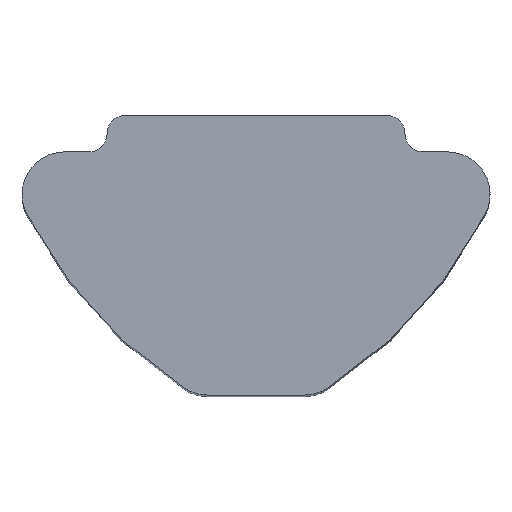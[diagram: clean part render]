
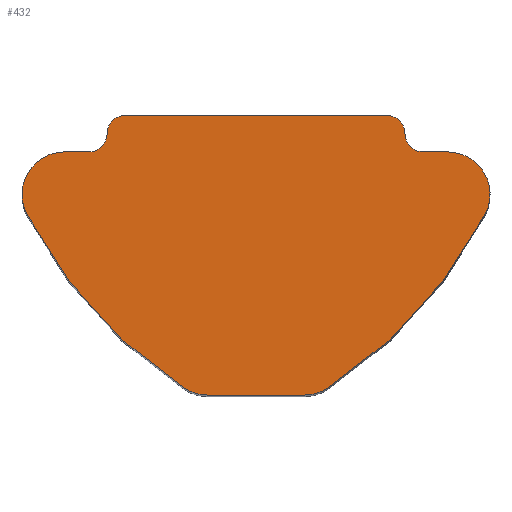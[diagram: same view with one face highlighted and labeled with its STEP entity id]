
A CAD part, top view. The second image highlights one B-rep face of the part: STEP entity #432.
In plain terms, the highlighted planar face has unit normal (0, 0, 1).
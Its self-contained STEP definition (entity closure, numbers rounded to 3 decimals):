
#1 = CARTESIAN_POINT ( 'NONE',  ( 2.45, -0.3, 15. ) ) ;
#11 = VERTEX_POINT ( 'NONE', #527 ) ;
#12 = CIRCLE ( 'NONE', #466, 7.5 ) ;
#13 = ORIENTED_EDGE ( 'NONE', *, *, #80, .T. ) ;
#25 = ORIENTED_EDGE ( 'NONE', *, *, #482, .T. ) ;
#26 = VECTOR ( 'NONE', #417, 1000. ) ;
#28 = EDGE_CURVE ( 'NONE', #189, #582, #338, .T. ) ;
#32 = CARTESIAN_POINT ( 'NONE',  ( -2.899, 1.807, 15. ) ) ;
#38 = ORIENTED_EDGE ( 'NONE', *, *, #427, .T. ) ;
#47 = EDGE_CURVE ( 'NONE', #332, #458, #317, .T. ) ;
#54 = VERTEX_POINT ( 'NONE', #129 ) ;
#60 = EDGE_CURVE ( 'NONE', #54, #580, #474, .T. ) ;
#64 = VERTEX_POINT ( 'NONE', #574 ) ;
#70 = CARTESIAN_POINT ( 'NONE',  ( 2.75, -0.6, 15. ) ) ;
#77 = ORIENTED_EDGE ( 'NONE', *, *, #515, .T. ) ;
#80 = EDGE_CURVE ( 'NONE', #64, #446, #282, .T. ) ;
#81 = DIRECTION ( 'NONE',  ( -1., 0., 0. ) ) ;
#99 = CARTESIAN_POINT ( 'NONE',  ( -0.799, -4.6, 15. ) ) ;
#102 = DIRECTION ( 'NONE',  ( 0., 0., 1. ) ) ;
#106 = DIRECTION ( 'NONE',  ( 0., 0., -1. ) ) ;
#107 = ORIENTED_EDGE ( 'NONE', *, *, #112, .T. ) ;
#110 = DIRECTION ( 'NONE',  ( 0., 0., 1. ) ) ;
#112 = EDGE_CURVE ( 'NONE', #458, #11, #264, .T. ) ;
#119 = CARTESIAN_POINT ( 'NONE',  ( 2.15, -0.3, 15. ) ) ;
#125 = CIRCLE ( 'NONE', #438, 0.7 ) ;
#129 = CARTESIAN_POINT ( 'NONE',  ( 3.15, -0.6, 15. ) ) ;
#130 = CIRCLE ( 'NONE', #490, 0.3 ) ;
#136 = CARTESIAN_POINT ( 'NONE',  ( -2.75, -0.3, 15. ) ) ;
#141 = CARTESIAN_POINT ( 'NONE',  ( 0.799, -4.6, 15. ) ) ;
#147 = CARTESIAN_POINT ( 'NONE',  ( 3.15, -1.3, 15. ) ) ;
#150 = CARTESIAN_POINT ( 'NONE',  ( 2.15, 0., 15. ) ) ;
#157 = CARTESIAN_POINT ( 'NONE',  ( -3.15, -1.3, 15. ) ) ;
#160 = CARTESIAN_POINT ( 'NONE',  ( 2.75, -0.3, 15. ) ) ;
#161 = VERTEX_POINT ( 'NONE', #321 ) ;
#165 = DIRECTION ( 'NONE',  ( -1., 0., 0. ) ) ;
#170 = CIRCLE ( 'NONE', #370, 0.3 ) ;
#174 = CARTESIAN_POINT ( 'NONE',  ( 2.45, -0.6, 15. ) ) ;
#177 = CARTESIAN_POINT ( 'NONE',  ( -3.15, -1.3, 15. ) ) ;
#179 = DIRECTION ( 'NONE',  ( -1., 0., 0. ) ) ;
#185 = VECTOR ( 'NONE', #508, 1000. ) ;
#188 = AXIS2_PLACEMENT_3D ( 'NONE', #385, #110, #425 ) ;
#189 = VERTEX_POINT ( 'NONE', #232 ) ;
#190 = DIRECTION ( 'NONE',  ( -1., 0., 0. ) ) ;
#197 = CARTESIAN_POINT ( 'NONE',  ( -2.45, -0.6, 15. ) ) ;
#199 = CARTESIAN_POINT ( 'NONE',  ( 1., -4.6, 15. ) ) ;
#203 = DIRECTION ( 'NONE',  ( 1., 0., 0. ) ) ;
#205 = DIRECTION ( 'NONE',  ( -1., 0., 0. ) ) ;
#219 = AXIS2_PLACEMENT_3D ( 'NONE', #241, #106, #424 ) ;
#220 = ORIENTED_EDGE ( 'NONE', *, *, #449, .T. ) ;
#221 = CARTESIAN_POINT ( 'NONE',  ( -2.15, -0.3, 15. ) ) ;
#225 = DIRECTION ( 'NONE',  ( 1., 0., 0. ) ) ;
#232 = CARTESIAN_POINT ( 'NONE',  ( 1.179, -4.487, 15. ) ) ;
#239 = VERTEX_POINT ( 'NONE', #141 ) ;
#240 = CARTESIAN_POINT ( 'NONE',  ( -0.799, -3.9, 15. ) ) ;
#241 = CARTESIAN_POINT ( 'NONE',  ( 3.15, -1.3, 15. ) ) ;
#243 = FACE_OUTER_BOUND ( 'NONE', #364, .T. ) ;
#248 = AXIS2_PLACEMENT_3D ( 'NONE', #157, #467, #203 ) ;
#255 = ORIENTED_EDGE ( 'NONE', *, *, #308, .T. ) ;
#259 = ORIENTED_EDGE ( 'NONE', *, *, #367, .T. ) ;
#262 = AXIS2_PLACEMENT_3D ( 'NONE', #221, #533, #266 ) ;
#264 = CIRCLE ( 'NONE', #504, 0.3 ) ;
#266 = DIRECTION ( 'NONE',  ( -1., 0., 0. ) ) ;
#280 = CIRCLE ( 'NONE', #248, 0.7 ) ;
#282 = CIRCLE ( 'NONE', #439, 0.7 ) ;
#289 = DIRECTION ( 'NONE',  ( -1., 0., 0. ) ) ;
#295 = VECTOR ( 'NONE', #559, 1000. ) ;
#298 = AXIS2_PLACEMENT_3D ( 'NONE', #32, #355, #81 ) ;
#299 = ORIENTED_EDGE ( 'NONE', *, *, #572, .T. ) ;
#308 = EDGE_CURVE ( 'NONE', #420, #332, #395, .T. ) ;
#309 = LINE ( 'NONE', #199, #295 ) ;
#310 = VERTEX_POINT ( 'NONE', #1 ) ;
#314 = VERTEX_POINT ( 'NONE', #99 ) ;
#317 = CIRCLE ( 'NONE', #262, 0.3 ) ;
#321 = CARTESIAN_POINT ( 'NONE',  ( -3.773, -1.62, 15. ) ) ;
#329 = ORIENTED_EDGE ( 'NONE', *, *, #451, .T. ) ;
#332 = VERTEX_POINT ( 'NONE', #454 ) ;
#333 = CARTESIAN_POINT ( 'NONE',  ( -2.45, -0.3, 15. ) ) ;
#337 = EDGE_CURVE ( 'NONE', #582, #54, #495, .T. ) ;
#338 = CIRCLE ( 'NONE', #298, 7.5 ) ;
#344 = CARTESIAN_POINT ( 'NONE',  ( 3.773, -1.62, 15. ) ) ;
#355 = DIRECTION ( 'NONE',  ( 0., 0., 1. ) ) ;
#364 = EDGE_LOOP ( 'NONE', ( #259, #381, #220, #329, #517, #390, #567, #77, #299, #255, #570, #107, #38, #13, #25 ) ) ;
#367 = EDGE_CURVE ( 'NONE', #161, #434, #12, .T. ) ;
#370 = AXIS2_PLACEMENT_3D ( 'NONE', #160, #468, #205 ) ;
#377 = CARTESIAN_POINT ( 'NONE',  ( 2.899, 1.807, 15. ) ) ;
#381 = ORIENTED_EDGE ( 'NONE', *, *, #398, .T. ) ;
#384 = PLANE ( 'NONE',  #219 ) ;
#385 = CARTESIAN_POINT ( 'NONE',  ( 0.799, -3.9, 15. ) ) ;
#390 = ORIENTED_EDGE ( 'NONE', *, *, #337, .T. ) ;
#395 = LINE ( 'NONE', #585, #26 ) ;
#398 = EDGE_CURVE ( 'NONE', #434, #314, #125, .T. ) ;
#412 = AXIS2_PLACEMENT_3D ( 'NONE', #147, #456, #190 ) ;
#415 = CIRCLE ( 'NONE', #188, 0.7 ) ;
#417 = DIRECTION ( 'NONE',  ( -1., 0., 0. ) ) ;
#420 = VERTEX_POINT ( 'NONE', #150 ) ;
#421 = DIRECTION ( 'NONE',  ( 1., 0., 0. ) ) ;
#424 = DIRECTION ( 'NONE',  ( -1., 0., 0. ) ) ;
#425 = DIRECTION ( 'NONE',  ( -1., 0., 0. ) ) ;
#427 = EDGE_CURVE ( 'NONE', #11, #64, #428, .T. ) ;
#428 = LINE ( 'NONE', #197, #185 ) ;
#430 = DIRECTION ( 'NONE',  ( 0., 0., 1. ) ) ;
#432 = ADVANCED_FACE ( 'NONE', ( #243 ), #384, .F. ) ;
#434 = VERTEX_POINT ( 'NONE', #462 ) ;
#438 = AXIS2_PLACEMENT_3D ( 'NONE', #240, #555, #289 ) ;
#439 = AXIS2_PLACEMENT_3D ( 'NONE', #177, #492, #225 ) ;
#443 = DIRECTION ( 'NONE',  ( 0., 0., -1. ) ) ;
#446 = VERTEX_POINT ( 'NONE', #512 ) ;
#449 = EDGE_CURVE ( 'NONE', #314, #239, #309, .T. ) ;
#451 = EDGE_CURVE ( 'NONE', #239, #189, #415, .T. ) ;
#454 = CARTESIAN_POINT ( 'NONE',  ( -2.15, 0., 15. ) ) ;
#456 = DIRECTION ( 'NONE',  ( 0., 0., 1. ) ) ;
#458 = VERTEX_POINT ( 'NONE', #333 ) ;
#462 = CARTESIAN_POINT ( 'NONE',  ( -1.179, -4.487, 15. ) ) ;
#466 = AXIS2_PLACEMENT_3D ( 'NONE', #377, #102, #421 ) ;
#467 = DIRECTION ( 'NONE',  ( 0., 0., 1. ) ) ;
#468 = DIRECTION ( 'NONE',  ( 0., 0., -1. ) ) ;
#474 = LINE ( 'NONE', #174, #573 ) ;
#482 = EDGE_CURVE ( 'NONE', #446, #161, #280, .T. ) ;
#488 = DIRECTION ( 'NONE',  ( -1., 0., 0. ) ) ;
#490 = AXIS2_PLACEMENT_3D ( 'NONE', #119, #430, #165 ) ;
#492 = DIRECTION ( 'NONE',  ( 0., 0., 1. ) ) ;
#495 = CIRCLE ( 'NONE', #412, 0.7 ) ;
#504 = AXIS2_PLACEMENT_3D ( 'NONE', #136, #443, #179 ) ;
#508 = DIRECTION ( 'NONE',  ( -1., 0., 0. ) ) ;
#512 = CARTESIAN_POINT ( 'NONE',  ( -3.85, -1.3, 15. ) ) ;
#515 = EDGE_CURVE ( 'NONE', #580, #310, #170, .T. ) ;
#517 = ORIENTED_EDGE ( 'NONE', *, *, #28, .T. ) ;
#527 = CARTESIAN_POINT ( 'NONE',  ( -2.75, -0.6, 15. ) ) ;
#533 = DIRECTION ( 'NONE',  ( 0., 0., 1. ) ) ;
#555 = DIRECTION ( 'NONE',  ( 0., 0., 1. ) ) ;
#559 = DIRECTION ( 'NONE',  ( 1., 0., 0. ) ) ;
#567 = ORIENTED_EDGE ( 'NONE', *, *, #60, .T. ) ;
#570 = ORIENTED_EDGE ( 'NONE', *, *, #47, .T. ) ;
#572 = EDGE_CURVE ( 'NONE', #310, #420, #130, .T. ) ;
#573 = VECTOR ( 'NONE', #488, 1000. ) ;
#574 = CARTESIAN_POINT ( 'NONE',  ( -3.15, -0.6, 15. ) ) ;
#580 = VERTEX_POINT ( 'NONE', #70 ) ;
#582 = VERTEX_POINT ( 'NONE', #344 ) ;
#585 = CARTESIAN_POINT ( 'NONE',  ( -2.45, 0., 15. ) ) ;
